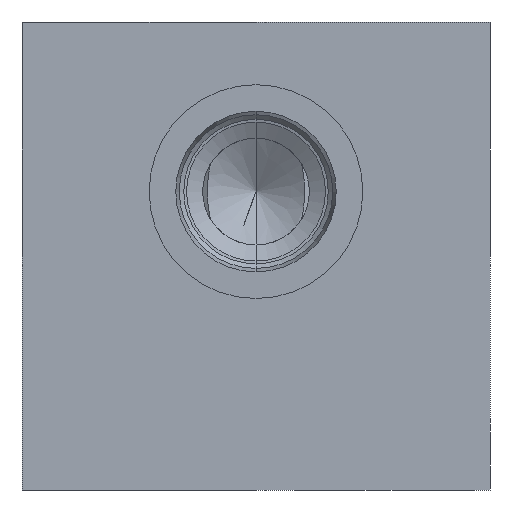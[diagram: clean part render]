
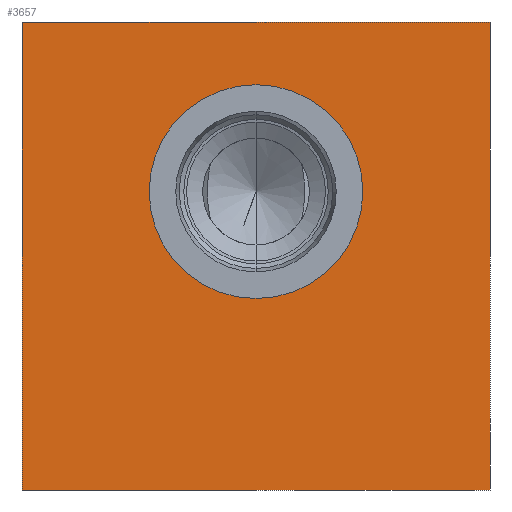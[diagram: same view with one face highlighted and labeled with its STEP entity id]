
A CAD part, left-side view. The second image highlights one B-rep face of the part: STEP entity #3657.
In plain terms, the highlighted planar face has unit normal (-1, 0, 0).
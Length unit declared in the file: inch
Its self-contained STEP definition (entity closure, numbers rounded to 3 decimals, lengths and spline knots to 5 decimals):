
#1=DIRECTION('',(0.,-1.,0.));
#2=VECTOR('',#1,5.);
#3=CARTESIAN_POINT('',(0.,0.,0.));
#4=LINE('',#3,#2);
#37=DIRECTION('',(0.,0.,1.));
#38=VECTOR('',#37,5.);
#39=CARTESIAN_POINT('',(0.,0.,0.));
#40=LINE('',#39,#38);
#41=CARTESIAN_POINT('',(0.,-2.5,3.188));
#42=DIRECTION('',(1.,0.,0.));
#43=DIRECTION('',(0.,0.,-1.));
#44=AXIS2_PLACEMENT_3D('',#41,#42,#43);
#46=CARTESIAN_POINT('',(0.,-2.5,3.188));
#47=DIRECTION('',(1.,0.,0.));
#48=DIRECTION('',(0.,0.,1.));
#49=AXIS2_PLACEMENT_3D('',#46,#47,#48);
#99=DIRECTION('',(0.,0.,1.));
#100=VECTOR('',#99,5.);
#101=CARTESIAN_POINT('',(0.,-5.,0.));
#102=LINE('',#101,#100);
#123=DIRECTION('',(0.,-1.,0.));
#124=VECTOR('',#123,5.);
#125=CARTESIAN_POINT('',(0.,0.,5.));
#126=LINE('',#125,#124);
#3157=CARTESIAN_POINT('',(0.,0.,0.));
#3158=CARTESIAN_POINT('',(0.,-5.,0.));
#3159=VERTEX_POINT('',#3157);
#3160=VERTEX_POINT('',#3158);
#3165=CARTESIAN_POINT('',(0.,0.,5.));
#3166=CARTESIAN_POINT('',(0.,-5.,5.));
#3167=VERTEX_POINT('',#3165);
#3168=VERTEX_POINT('',#3166);
#3409=CARTESIAN_POINT('',(0.,-2.5,2.046));
#3411=VERTEX_POINT('',#3409);
#3413=CARTESIAN_POINT('',(0.,-2.5,4.33));
#3415=VERTEX_POINT('',#3413);
#3637=CARTESIAN_POINT('',(0.,0.,0.));
#3638=DIRECTION('',(-1.,0.,0.));
#3639=DIRECTION('',(0.,-1.,0.));
#3640=AXIS2_PLACEMENT_3D('',#3637,#3638,#3639);
#3641=PLANE('',#3640);
#3642=ORIENTED_EDGE('',*,*,#3614,.F.);
#3644=ORIENTED_EDGE('',*,*,#3643,.T.);
#3646=ORIENTED_EDGE('',*,*,#3645,.T.);
#3648=ORIENTED_EDGE('',*,*,#3647,.F.);
#3649=EDGE_LOOP('',(#3642,#3644,#3646,#3648));
#3650=FACE_OUTER_BOUND('',#3649,.F.);
#3652=ORIENTED_EDGE('',*,*,#3651,.F.);
#3654=ORIENTED_EDGE('',*,*,#3653,.F.);
#3655=EDGE_LOOP('',(#3652,#3654));
#3656=FACE_BOUND('',#3655,.F.);
#3657=ADVANCED_FACE('',(#3650,#3656),#3641,.T.);
#45=CIRCLE('',#44,1.142);
#50=CIRCLE('',#49,1.142);
#3614=EDGE_CURVE('',#3159,#3160,#4,.T.);
#3643=EDGE_CURVE('',#3159,#3167,#40,.T.);
#3645=EDGE_CURVE('',#3167,#3168,#126,.T.);
#3647=EDGE_CURVE('',#3160,#3168,#102,.T.);
#3651=EDGE_CURVE('',#3411,#3415,#45,.T.);
#3653=EDGE_CURVE('',#3415,#3411,#50,.T.);
